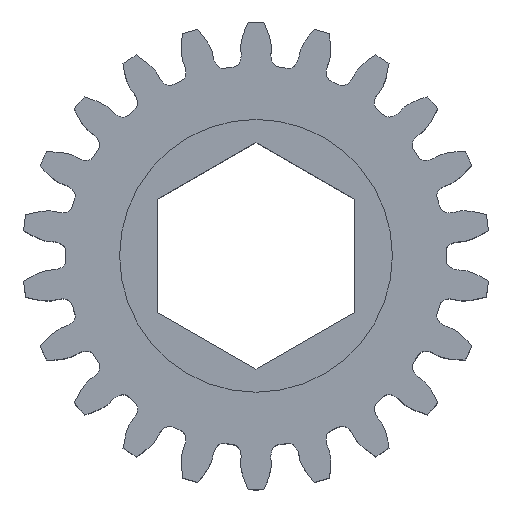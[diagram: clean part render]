
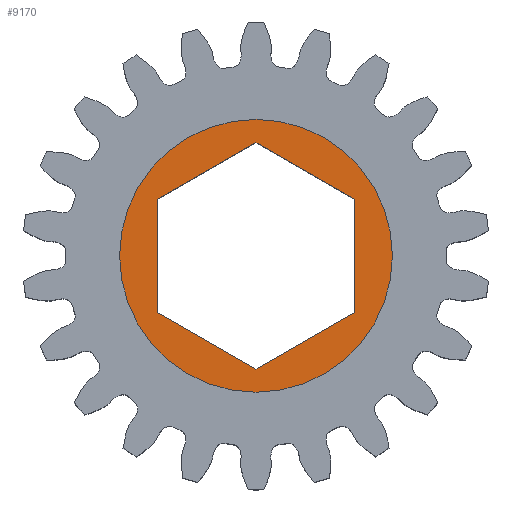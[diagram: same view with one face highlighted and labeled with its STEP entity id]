
A CAD part, top view. The second image highlights one B-rep face of the part: STEP entity #9170.
In plain terms, the highlighted planar face has unit normal (0, 0, 1).
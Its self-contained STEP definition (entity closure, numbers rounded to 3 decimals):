
#127 = DIRECTION ( 'NONE',  ( 0., 0., -1. ) ) ;
#712 = VECTOR ( 'NONE', #8388, 1000. ) ;
#764 = ORIENTED_EDGE ( 'NONE', *, *, #1425, .T. ) ;
#1077 = EDGE_CURVE ( 'NONE', #6399, #1333, #6579, .T. ) ;
#1098 = CARTESIAN_POINT ( 'NONE',  ( 0., 7.376, 6.3 ) ) ;
#1112 = VECTOR ( 'NONE', #4368, 1000. ) ;
#1158 = DIRECTION ( 'NONE',  ( 0., 1., 0. ) ) ;
#1333 = VERTEX_POINT ( 'NONE', #1098 ) ;
#1425 = EDGE_CURVE ( 'NONE', #1922, #6399, #1669, .T. ) ;
#1549 = VECTOR ( 'NONE', #3987, 1000. ) ;
#1564 = DIRECTION ( 'NONE',  ( 0., 1., 0. ) ) ;
#1669 = LINE ( 'NONE', #3428, #1112 ) ;
#1703 = CARTESIAN_POINT ( 'NONE',  ( 6.388, -3.688, 6.3 ) ) ;
#1843 = VERTEX_POINT ( 'NONE', #9464 ) ;
#1922 = VERTEX_POINT ( 'NONE', #4370 ) ;
#2331 = DIRECTION ( 'NONE',  ( 0., 0., -1. ) ) ;
#2351 = LINE ( 'NONE', #6897, #8587 ) ;
#2373 = DIRECTION ( 'NONE',  ( -0.866, -0.5, 0. ) ) ;
#2422 = CARTESIAN_POINT ( 'NONE',  ( 0., -7.376, 6.3 ) ) ;
#2936 = CIRCLE ( 'NONE', #5855, 8.89 ) ;
#2999 = EDGE_CURVE ( 'NONE', #8145, #1843, #6367, .T. ) ;
#3009 = DIRECTION ( 'NONE',  ( -0.866, 0.5, 0. ) ) ;
#3041 = CARTESIAN_POINT ( 'NONE',  ( -6.388, 3.688, 6.3 ) ) ;
#3282 = AXIS2_PLACEMENT_3D ( 'NONE', #3744, #2331, #6766 ) ;
#3414 = VECTOR ( 'NONE', #3009, 1000. ) ;
#3428 = CARTESIAN_POINT ( 'NONE',  ( -6.388, -3.688, 6.3 ) ) ;
#3615 = FACE_OUTER_BOUND ( 'NONE', #4060, .T. ) ;
#3732 = VECTOR ( 'NONE', #2373, 1000. ) ;
#3744 = CARTESIAN_POINT ( 'NONE',  ( 0., 0., 6.3 ) ) ;
#3749 = VERTEX_POINT ( 'NONE', #6195 ) ;
#3987 = DIRECTION ( 'NONE',  ( 0.866, 0.5, 0. ) ) ;
#4060 = EDGE_LOOP ( 'NONE', ( #8655, #4644 ) ) ;
#4171 = ORIENTED_EDGE ( 'NONE', *, *, #7323, .T. ) ;
#4368 = DIRECTION ( 'NONE',  ( 0., 1., 0. ) ) ;
#4370 = CARTESIAN_POINT ( 'NONE',  ( -6.388, -3.688, 6.3 ) ) ;
#4416 = EDGE_CURVE ( 'NONE', #1843, #8145, #2936, .T. ) ;
#4644 = ORIENTED_EDGE ( 'NONE', *, *, #4416, .F. ) ;
#4751 = CARTESIAN_POINT ( 'NONE',  ( -6.388, 3.688, 6.3 ) ) ;
#5241 = CARTESIAN_POINT ( 'NONE',  ( 0., -7.376, 6.3 ) ) ;
#5335 = CARTESIAN_POINT ( 'NONE',  ( 0., 7.376, 6.3 ) ) ;
#5555 = DIRECTION ( 'NONE',  ( 0., 0., -1. ) ) ;
#5855 = AXIS2_PLACEMENT_3D ( 'NONE', #7652, #127, #1564 ) ;
#5913 = ORIENTED_EDGE ( 'NONE', *, *, #6450, .T. ) ;
#6095 = LINE ( 'NONE', #6742, #3732 ) ;
#6195 = CARTESIAN_POINT ( 'NONE',  ( 6.388, 3.688, 6.3 ) ) ;
#6328 = EDGE_CURVE ( 'NONE', #8850, #8870, #6095, .T. ) ;
#6358 = LINE ( 'NONE', #5241, #3414 ) ;
#6367 = CIRCLE ( 'NONE', #8588, 8.89 ) ;
#6399 = VERTEX_POINT ( 'NONE', #3041 ) ;
#6450 = EDGE_CURVE ( 'NONE', #8870, #1922, #6358, .T. ) ;
#6579 = LINE ( 'NONE', #4751, #1549 ) ;
#6742 = CARTESIAN_POINT ( 'NONE',  ( 6.388, -3.688, 6.3 ) ) ;
#6766 = DIRECTION ( 'NONE',  ( 0., 1., 0. ) ) ;
#6897 = CARTESIAN_POINT ( 'NONE',  ( 6.388, 3.688, 6.3 ) ) ;
#7074 = ORIENTED_EDGE ( 'NONE', *, *, #8829, .T. ) ;
#7323 = EDGE_CURVE ( 'NONE', #1333, #3749, #8910, .T. ) ;
#7652 = CARTESIAN_POINT ( 'NONE',  ( 0., 0., 6.3 ) ) ;
#7704 = CARTESIAN_POINT ( 'NONE',  ( 0., 8.89, 6.3 ) ) ;
#8145 = VERTEX_POINT ( 'NONE', #7704 ) ;
#8388 = DIRECTION ( 'NONE',  ( 0.866, -0.5, 0. ) ) ;
#8449 = DIRECTION ( 'NONE',  ( 0., -1., 0. ) ) ;
#8511 = CARTESIAN_POINT ( 'NONE',  ( 0., 0., 6.3 ) ) ;
#8587 = VECTOR ( 'NONE', #8449, 1000. ) ;
#8588 = AXIS2_PLACEMENT_3D ( 'NONE', #8511, #5555, #1158 ) ;
#8640 = ORIENTED_EDGE ( 'NONE', *, *, #6328, .T. ) ;
#8655 = ORIENTED_EDGE ( 'NONE', *, *, #2999, .F. ) ;
#8829 = EDGE_CURVE ( 'NONE', #3749, #8850, #2351, .T. ) ;
#8850 = VERTEX_POINT ( 'NONE', #1703 ) ;
#8859 = ORIENTED_EDGE ( 'NONE', *, *, #1077, .T. ) ;
#8870 = VERTEX_POINT ( 'NONE', #2422 ) ;
#8910 = LINE ( 'NONE', #5335, #712 ) ;
#8999 = PLANE ( 'NONE',  #3282 ) ;
#9170 = ADVANCED_FACE ( 'NONE', ( #9613, #3615 ), #8999, .F. ) ;
#9464 = CARTESIAN_POINT ( 'NONE',  ( 0., -8.89, 6.3 ) ) ;
#9570 = EDGE_LOOP ( 'NONE', ( #764, #8859, #4171, #7074, #8640, #5913 ) ) ;
#9613 = FACE_BOUND ( 'NONE', #9570, .T. ) ;
